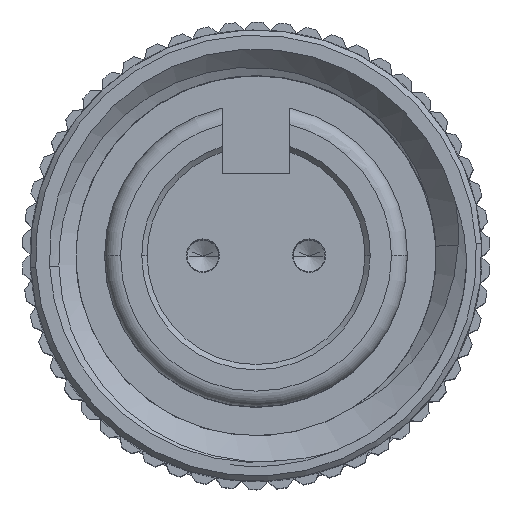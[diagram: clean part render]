
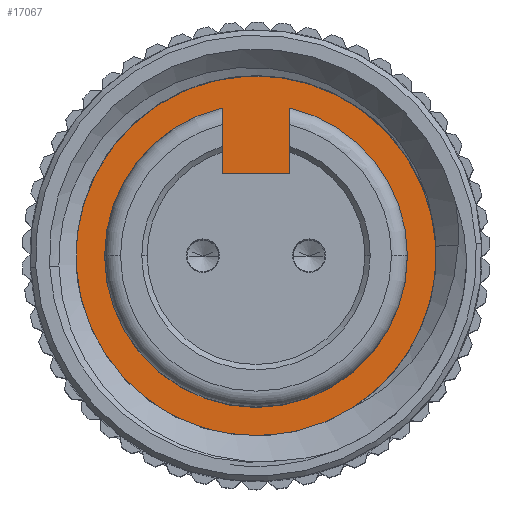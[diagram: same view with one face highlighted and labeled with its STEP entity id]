
A CAD part, top view. The second image highlights one B-rep face of the part: STEP entity #17067.
In plain terms, the highlighted planar face has unit normal (0, 0, 1).
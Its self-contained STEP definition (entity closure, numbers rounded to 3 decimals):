
#18 = LINE ( 'NONE', #4248, #11095 ) ;
#29 = DIRECTION ( 'NONE',  ( 0., 0., 1. ) ) ;
#878 = FACE_OUTER_BOUND ( 'NONE', #1265, .T. ) ;
#932 = CARTESIAN_POINT ( 'NONE',  ( -1.92, 0., -4.5 ) ) ;
#965 = VECTOR ( 'NONE', #13308, 1000. ) ;
#1265 = EDGE_LOOP ( 'NONE', ( #3775, #7949 ) ) ;
#1474 = VERTEX_POINT ( 'NONE', #9511 ) ;
#1671 = DIRECTION ( 'NONE',  ( 0., 1., 0. ) ) ;
#1733 = CARTESIAN_POINT ( 'NONE',  ( -0.635, 4.371, -4.5 ) ) ;
#1769 = CARTESIAN_POINT ( 'NONE',  ( -0.635, 1.55, -4.5 ) ) ;
#2026 = VERTEX_POINT ( 'NONE', #14596 ) ;
#2384 = DIRECTION ( 'NONE',  ( -1., 0., 0. ) ) ;
#2731 = AXIS2_PLACEMENT_3D ( 'NONE', #8189, #18338, #9651 ) ;
#2944 = ORIENTED_EDGE ( 'NONE', *, *, #8430, .F. ) ;
#2949 = CARTESIAN_POINT ( 'NONE',  ( 0.635, 1.55, -4.5 ) ) ;
#2978 = EDGE_CURVE ( 'NONE', #5246, #14583, #7746, .T. ) ;
#3499 = EDGE_CURVE ( 'NONE', #14405, #8180, #18, .T. ) ;
#3730 = PLANE ( 'NONE',  #14064 ) ;
#3775 = ORIENTED_EDGE ( 'NONE', *, *, #17218, .T. ) ;
#4248 = CARTESIAN_POINT ( 'NONE',  ( -1.92, 1.55, -4.5 ) ) ;
#4647 = VERTEX_POINT ( 'NONE', #17123 ) ;
#5039 = CARTESIAN_POINT ( 'NONE',  ( 0., 0., -4.5 ) ) ;
#5225 = CIRCLE ( 'NONE', #5428, 3.39 ) ;
#5246 = VERTEX_POINT ( 'NONE', #8664 ) ;
#5369 = EDGE_CURVE ( 'NONE', #5246, #8180, #12037, .T. ) ;
#5428 = AXIS2_PLACEMENT_3D ( 'NONE', #5039, #15150, #6492 ) ;
#5704 = DIRECTION ( 'NONE',  ( 0., 0., 1. ) ) ;
#6252 = EDGE_CURVE ( 'NONE', #14583, #4647, #10181, .T. ) ;
#6403 = ORIENTED_EDGE ( 'NONE', *, *, #2978, .F. ) ;
#6492 = DIRECTION ( 'NONE',  ( -1., 0., 0. ) ) ;
#6674 = ORIENTED_EDGE ( 'NONE', *, *, #3499, .F. ) ;
#6876 = ORIENTED_EDGE ( 'NONE', *, *, #6252, .F. ) ;
#7175 = CARTESIAN_POINT ( 'NONE',  ( 0., 0., -4.5 ) ) ;
#7390 = ORIENTED_EDGE ( 'NONE', *, *, #17295, .T. ) ;
#7746 = CIRCLE ( 'NONE', #12949, 2.85 ) ;
#7816 = CIRCLE ( 'NONE', #2731, 2.85 ) ;
#7949 = ORIENTED_EDGE ( 'NONE', *, *, #16623, .T. ) ;
#8180 = VERTEX_POINT ( 'NONE', #1769 ) ;
#8189 = CARTESIAN_POINT ( 'NONE',  ( 0., 0., -4.5 ) ) ;
#8430 = EDGE_CURVE ( 'NONE', #4647, #2026, #7816, .T. ) ;
#8618 = DIRECTION ( 'NONE',  ( 1., 0., 0. ) ) ;
#8648 = AXIS2_PLACEMENT_3D ( 'NONE', #14408, #5704, #15827 ) ;
#8664 = CARTESIAN_POINT ( 'NONE',  ( -0.635, 2.778, -4.5 ) ) ;
#8665 = CARTESIAN_POINT ( 'NONE',  ( 0., 0., -4.5 ) ) ;
#9203 = ORIENTED_EDGE ( 'NONE', *, *, #5369, .T. ) ;
#9511 = CARTESIAN_POINT ( 'NONE',  ( -3.385, -0.178, -4.5 ) ) ;
#9651 = DIRECTION ( 'NONE',  ( 1., 0., 0. ) ) ;
#9779 = AXIS2_PLACEMENT_3D ( 'NONE', #8665, #29, #10138 ) ;
#10138 = DIRECTION ( 'NONE',  ( -1., 0., 0. ) ) ;
#10181 = CIRCLE ( 'NONE', #8648, 2.85 ) ;
#10404 = CARTESIAN_POINT ( 'NONE',  ( 0.635, 4.371, -4.5 ) ) ;
#11036 = DIRECTION ( 'NONE',  ( 0., 0., -1. ) ) ;
#11095 = VECTOR ( 'NONE', #12888, 1000. ) ;
#11946 = FACE_BOUND ( 'NONE', #14213, .T. ) ;
#12037 = LINE ( 'NONE', #1733, #965 ) ;
#12888 = DIRECTION ( 'NONE',  ( -1., 0., 0. ) ) ;
#12949 = AXIS2_PLACEMENT_3D ( 'NONE', #7175, #17310, #8618 ) ;
#13071 = VECTOR ( 'NONE', #1671, 1000. ) ;
#13308 = DIRECTION ( 'NONE',  ( 0., -1., 0. ) ) ;
#13544 = LINE ( 'NONE', #10404, #13071 ) ;
#13624 = CARTESIAN_POINT ( 'NONE',  ( -2.85, 0., -4.5 ) ) ;
#13813 = CARTESIAN_POINT ( 'NONE',  ( 3.385, 0.178, -4.5 ) ) ;
#14064 = AXIS2_PLACEMENT_3D ( 'NONE', #932, #11036, #2384 ) ;
#14213 = EDGE_LOOP ( 'NONE', ( #6674, #7390, #2944, #6876, #6403, #9203 ) ) ;
#14405 = VERTEX_POINT ( 'NONE', #2949 ) ;
#14408 = CARTESIAN_POINT ( 'NONE',  ( 0., 0., -4.5 ) ) ;
#14583 = VERTEX_POINT ( 'NONE', #13624 ) ;
#14596 = CARTESIAN_POINT ( 'NONE',  ( 0.635, 2.778, -4.5 ) ) ;
#14675 = VERTEX_POINT ( 'NONE', #13813 ) ;
#15150 = DIRECTION ( 'NONE',  ( 0., 0., 1. ) ) ;
#15827 = DIRECTION ( 'NONE',  ( 1., 0., 0. ) ) ;
#16623 = EDGE_CURVE ( 'NONE', #14675, #1474, #5225, .T. ) ;
#17067 = ADVANCED_FACE ( 'NONE', ( #11946, #878 ), #3730, .F. ) ;
#17123 = CARTESIAN_POINT ( 'NONE',  ( 2.85, 0., -4.5 ) ) ;
#17218 = EDGE_CURVE ( 'NONE', #1474, #14675, #18525, .T. ) ;
#17295 = EDGE_CURVE ( 'NONE', #14405, #2026, #13544, .T. ) ;
#17310 = DIRECTION ( 'NONE',  ( 0., 0., 1. ) ) ;
#18338 = DIRECTION ( 'NONE',  ( 0., 0., 1. ) ) ;
#18525 = CIRCLE ( 'NONE', #9779, 3.39 ) ;
